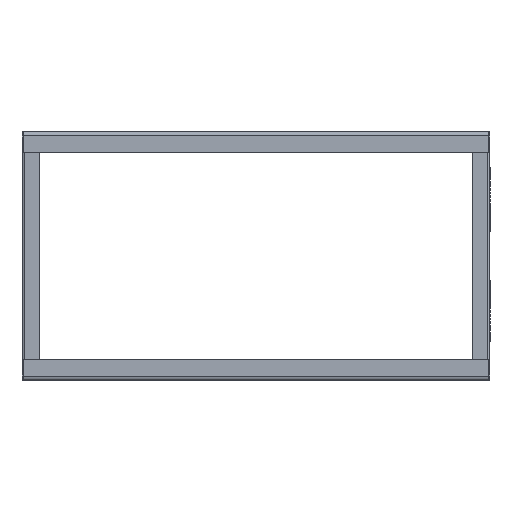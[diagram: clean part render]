
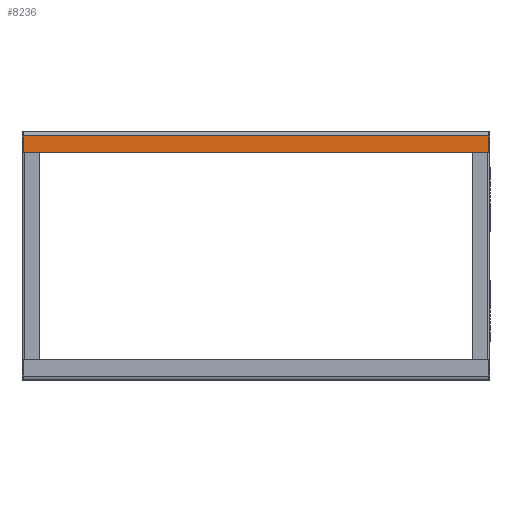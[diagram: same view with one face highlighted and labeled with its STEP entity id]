
A CAD part, left-side view. The second image highlights one B-rep face of the part: STEP entity #8236.
In plain terms, the highlighted face is planar.
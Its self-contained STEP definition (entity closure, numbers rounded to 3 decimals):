
#207 = EDGE_CURVE ( 'NONE', #8898, #8929, #2008, .T. ) ;
#552 = CARTESIAN_POINT ( 'NONE',  ( 0., 285.755, 0. ) ) ;
#582 = VECTOR ( 'NONE', #9039, 1000. ) ;
#911 = LINE ( 'NONE', #8380, #582 ) ;
#1076 = DIRECTION ( 'NONE',  ( -1., 0., 0. ) ) ;
#1093 = CARTESIAN_POINT ( 'NONE',  ( 0., -285.755, -4. ) ) ;
#1836 = LINE ( 'NONE', #552, #8656 ) ;
#1873 = DIRECTION ( 'NONE',  ( 0., -1., 0. ) ) ;
#1928 = DIRECTION ( 'NONE',  ( 0., 0., -1. ) ) ;
#2008 = LINE ( 'NONE', #7822, #6756 ) ;
#2403 = VERTEX_POINT ( 'NONE', #5521 ) ;
#2745 = CARTESIAN_POINT ( 'NONE',  ( 0., -285.755, -25. ) ) ;
#2979 = EDGE_CURVE ( 'NONE', #2403, #3062, #4855, .T. ) ;
#3024 = EDGE_CURVE ( 'NONE', #3062, #8929, #911, .T. ) ;
#3062 = VERTEX_POINT ( 'NONE', #1093 ) ;
#3203 = ORIENTED_EDGE ( 'NONE', *, *, #3024, .T. ) ;
#3885 = ORIENTED_EDGE ( 'NONE', *, *, #7729, .F. ) ;
#4695 = AXIS2_PLACEMENT_3D ( 'NONE', #8450, #1076, #5507 ) ;
#4740 = PLANE ( 'NONE',  #4695 ) ;
#4756 = CARTESIAN_POINT ( 'NONE',  ( 0., 285.755, -4. ) ) ;
#4855 = LINE ( 'NONE', #4756, #7173 ) ;
#5507 = DIRECTION ( 'NONE',  ( 0., 0., 1. ) ) ;
#5521 = CARTESIAN_POINT ( 'NONE',  ( 0., 285.755, -4. ) ) ;
#5877 = ORIENTED_EDGE ( 'NONE', *, *, #2979, .T. ) ;
#6318 = ORIENTED_EDGE ( 'NONE', *, *, #207, .F. ) ;
#6356 = CARTESIAN_POINT ( 'NONE',  ( 0., 285.755, -25. ) ) ;
#6756 = VECTOR ( 'NONE', #1873, 1000. ) ;
#6909 = DIRECTION ( 'NONE',  ( 0., -1., 0. ) ) ;
#7173 = VECTOR ( 'NONE', #6909, 1000. ) ;
#7300 = FACE_OUTER_BOUND ( 'NONE', #8034, .T. ) ;
#7729 = EDGE_CURVE ( 'NONE', #2403, #8898, #1836, .T. ) ;
#7822 = CARTESIAN_POINT ( 'NONE',  ( 0., 285.755, -25. ) ) ;
#8034 = EDGE_LOOP ( 'NONE', ( #3203, #6318, #3885, #5877 ) ) ;
#8236 = ADVANCED_FACE ( 'NONE', ( #7300 ), #4740, .F. ) ;
#8380 = CARTESIAN_POINT ( 'NONE',  ( 0., -285.755, 0. ) ) ;
#8450 = CARTESIAN_POINT ( 'NONE',  ( 0., 285.755, 0. ) ) ;
#8656 = VECTOR ( 'NONE', #1928, 1000. ) ;
#8898 = VERTEX_POINT ( 'NONE', #6356 ) ;
#8929 = VERTEX_POINT ( 'NONE', #2745 ) ;
#9039 = DIRECTION ( 'NONE',  ( 0., 0., -1. ) ) ;
